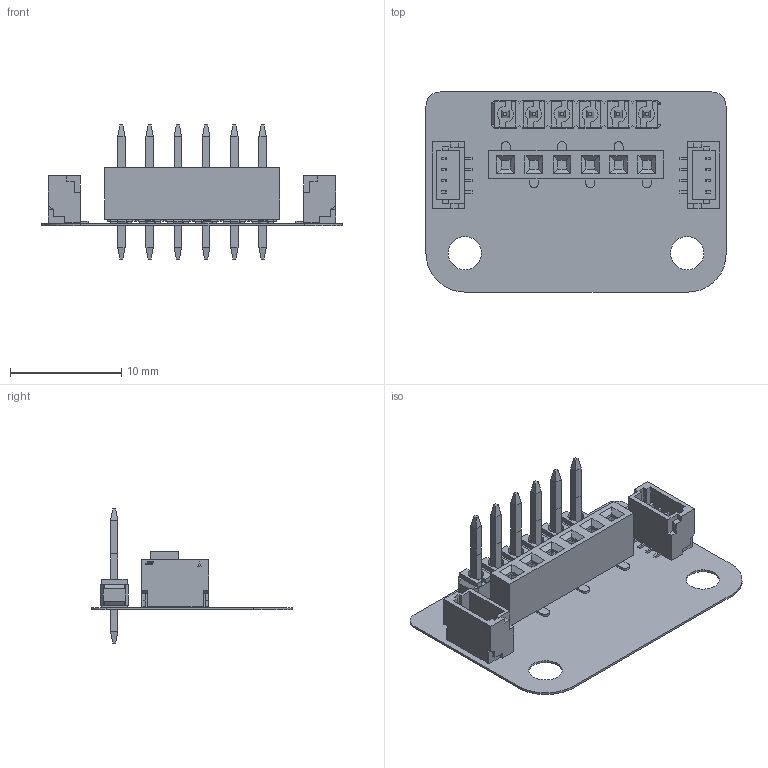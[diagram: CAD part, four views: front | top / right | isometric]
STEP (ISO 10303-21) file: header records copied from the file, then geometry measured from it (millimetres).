
FILE_DESCRIPTION(('Open CASCADE Model'),'2;1');
FILE_NAME('Open CASCADE Shape Model','2025-02-24T11:42:14',('Author'),( 'Open CASCADE'),'Open CASCADE STEP processor 7.5','Open CASCADE 7.5' ,'Unknown');
FILE_SCHEMA(('AUTOMOTIVE_DESIGN { 1 0 10303 214 1 1 1 1 }'));
Length unit declared in the file: millimetre
Products named in the file (20): PCB; Board; Open CASCADE STEP translator 7.5 2.1.1; J4; Conn_Molex_22-28-4063_eec; 1; 2; 3; 022284063; Molex Logo; J3; 1x06 SMT Socket; J1; Conn_JST_BM04B-SRSS-TBT_LF_SN_eec; BNody; Pins; New Marking; JST Logo; J2
Assembly tree (20 placements, depth 5):
  PCB
    Board
      Open CASCADE STEP translator 7.5 2.1.1
    J4
      Conn_Molex_22-28-4063_eec
        1
          1
          2
          3
          022284063
          Molex Logo
    J3
      1x06 SMT Socket
    J1
      Conn_JST_BM04B-SRSS-TBT_LF_SN_eec
        BNody
        Pins
        New Marking
        JST Logo
    J2
      Conn_JST_BM04B-SRSS-TBT_LF_SN_eec
        BNody
        Pins
        New Marking
        JST Logo
Bounding box: 27 x 18 x 12.05 mm (x, y, z)
Volume: 401.4 mm3; surface area: 2336.7 mm2
Topology: 74 solids, 74 shells, 1403 faces, 3601 edges, 2374 vertices
Faces by surface type: plane 1077, cylinder 198, bspline 128
Full cylindrical faces by diameter (mm): 1.02 x6, 3 x2
Entity records: 40039 total; most frequent: CARTESIAN_POINT 7919, ORIENTED_EDGE 6366, DIRECTION 5671, EDGE_CURVE 3183, LINE 2567, VECTOR 2567, VERTEX_POINT 2096, AXIS2_PLACEMENT_3D 1552
